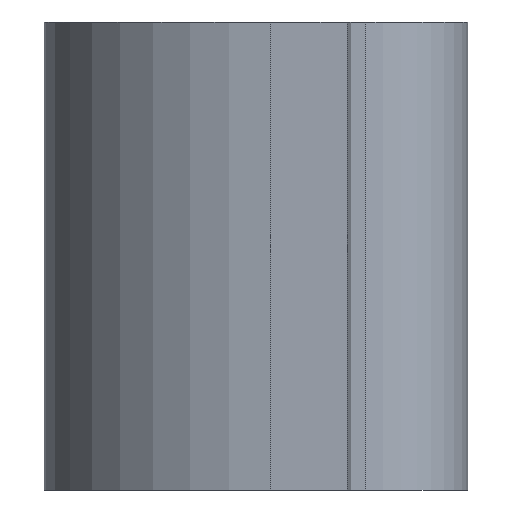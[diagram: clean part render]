
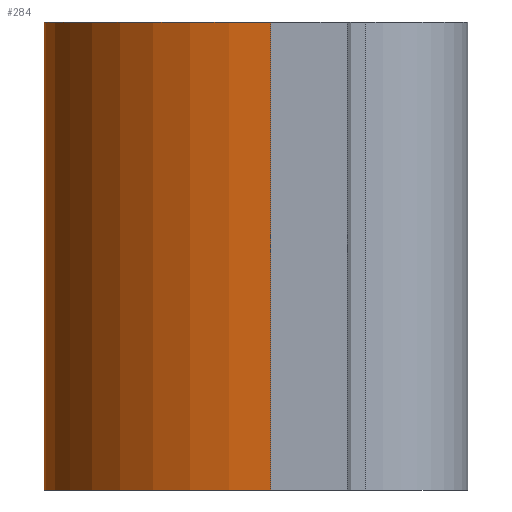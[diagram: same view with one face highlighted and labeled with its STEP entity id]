
A CAD part, left-side view. The second image highlights one B-rep face of the part: STEP entity #284.
In plain terms, the highlighted cylindrical face has radius 4.25 mm (diameter 8.5 mm), a partial arc.
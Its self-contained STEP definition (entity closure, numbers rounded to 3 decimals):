
#25 = AXIS2_PLACEMENT_3D ( 'NONE', #185, #199, #168 ) ;
#36 = AXIS2_PLACEMENT_3D ( 'NONE', #355, #501, #488 ) ;
#73 = CIRCLE ( 'NONE', #36, 4.25 ) ;
#80 = CARTESIAN_POINT ( 'NONE',  ( -4.234, 0.37, 4. ) ) ;
#88 = EDGE_LOOP ( 'NONE', ( #129, #392, #206, #186 ) ) ;
#89 = VERTEX_POINT ( 'NONE', #381 ) ;
#119 = DIRECTION ( 'NONE',  ( 0., 0., -1. ) ) ;
#129 = ORIENTED_EDGE ( 'NONE', *, *, #353, .T. ) ;
#150 = CARTESIAN_POINT ( 'NONE',  ( 4.25, 0., 4. ) ) ;
#155 = VERTEX_POINT ( 'NONE', #80 ) ;
#168 = DIRECTION ( 'NONE',  ( -1., 0., 0. ) ) ;
#185 = CARTESIAN_POINT ( 'NONE',  ( 0., 0., 4. ) ) ;
#186 = ORIENTED_EDGE ( 'NONE', *, *, #228, .T. ) ;
#191 = DIRECTION ( 'NONE',  ( 1., 0., 0. ) ) ;
#195 = VERTEX_POINT ( 'NONE', #150 ) ;
#199 = DIRECTION ( 'NONE',  ( 0., 0., -1. ) ) ;
#205 = CARTESIAN_POINT ( 'NONE',  ( 4.25, 0., 4. ) ) ;
#206 = ORIENTED_EDGE ( 'NONE', *, *, #313, .F. ) ;
#228 = EDGE_CURVE ( 'NONE', #195, #459, #567, .T. ) ;
#278 = DIRECTION ( 'NONE',  ( 0., 0., -1. ) ) ;
#284 = ADVANCED_FACE ( 'NONE', ( #510 ), #445, .T. ) ;
#293 = CARTESIAN_POINT ( 'NONE',  ( -4.234, 0.37, 4. ) ) ;
#313 = EDGE_CURVE ( 'NONE', #195, #155, #73, .T. ) ;
#353 = EDGE_CURVE ( 'NONE', #459, #89, #511, .T. ) ;
#355 = CARTESIAN_POINT ( 'NONE',  ( 0., 0., 4. ) ) ;
#381 = CARTESIAN_POINT ( 'NONE',  ( -4.234, 0.37, -4. ) ) ;
#392 = ORIENTED_EDGE ( 'NONE', *, *, #408, .F. ) ;
#408 = EDGE_CURVE ( 'NONE', #155, #89, #498, .T. ) ;
#445 = CYLINDRICAL_SURFACE ( 'NONE', #25, 4.25 ) ;
#459 = VERTEX_POINT ( 'NONE', #568 ) ;
#477 = VECTOR ( 'NONE', #119, 1000. ) ;
#488 = DIRECTION ( 'NONE',  ( 1., 0., 0. ) ) ;
#498 = LINE ( 'NONE', #293, #612 ) ;
#501 = DIRECTION ( 'NONE',  ( 0., 0., 1. ) ) ;
#510 = FACE_OUTER_BOUND ( 'NONE', #88, .T. ) ;
#511 = CIRCLE ( 'NONE', #597, 4.25 ) ;
#523 = DIRECTION ( 'NONE',  ( 0., 0., 1. ) ) ;
#567 = LINE ( 'NONE', #205, #477 ) ;
#568 = CARTESIAN_POINT ( 'NONE',  ( 4.25, 0., -4. ) ) ;
#597 = AXIS2_PLACEMENT_3D ( 'NONE', #604, #523, #191 ) ;
#604 = CARTESIAN_POINT ( 'NONE',  ( 0., 0., -4. ) ) ;
#612 = VECTOR ( 'NONE', #278, 1000. ) ;
